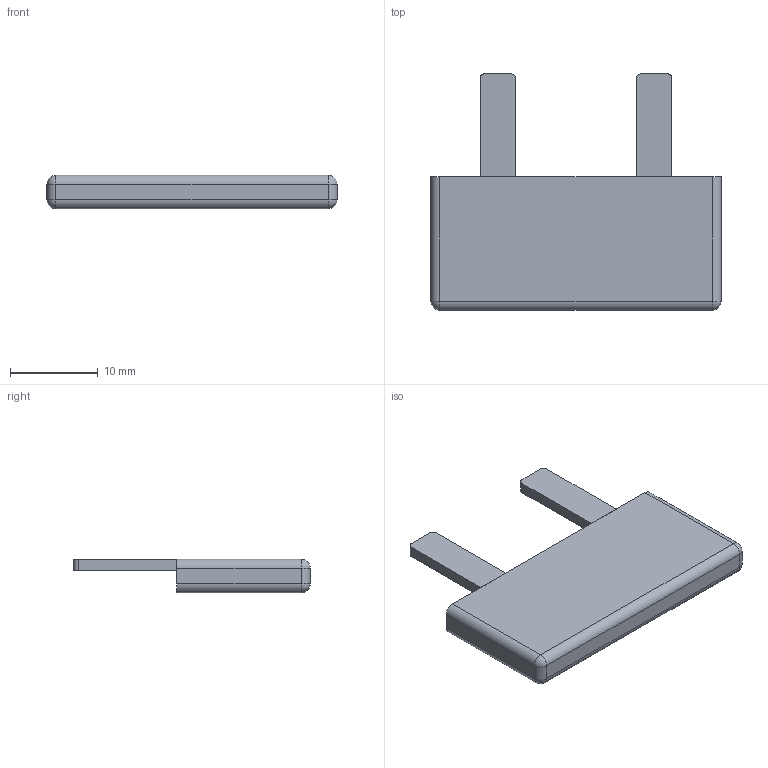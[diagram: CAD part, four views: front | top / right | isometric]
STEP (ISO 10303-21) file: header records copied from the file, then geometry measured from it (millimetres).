
FILE_DESCRIPTION(('STEP AP214'),'1');
FILE_NAME('cctmp_4AD75A46-CF74-47A9-8415-345CA61300EF_2025_10_07_15_51_46_0723..stp','2025-10-07T13:51:47',('SIEMENS A&D'),('CADClick - www.CADClick.com'),'Spatial InterOp 3D',' ','unknown authorization');
FILE_SCHEMA(('AUTOMOTIVE_DESIGN'));
Length unit declared in the file: millimetre
Products named in the file (4): cc_unnamed; 2025_10_07_15_51_46_0702; 2025_10_07_15_51_46_0671; 2025_10_07_15_51_46_0639
Assembly tree (3 placements, depth 2):
  cc_unnamed
    2025_10_07_15_51_46_0702
    2025_10_07_15_51_46_0671
    2025_10_07_15_51_46_0639
Bounding box: 33 x 26.9 x 3.8 mm (x, y, z)
Volume: 1999.3 mm3; surface area: 1577.7 mm2
Topology: 3 solids, 3 shells, 34 faces, 76 edges, 44 vertices
Faces by surface type: plane 18, cylinder 12, sphere 4
Entity records: 1285 total; most frequent: DIRECTION 172, CARTESIAN_POINT 154, ORIENTED_EDGE 144, EDGE_CURVE 72, AXIS2_PLACEMENT_3D 62, LINE 48, VECTOR 48, VERTEX_POINT 44
